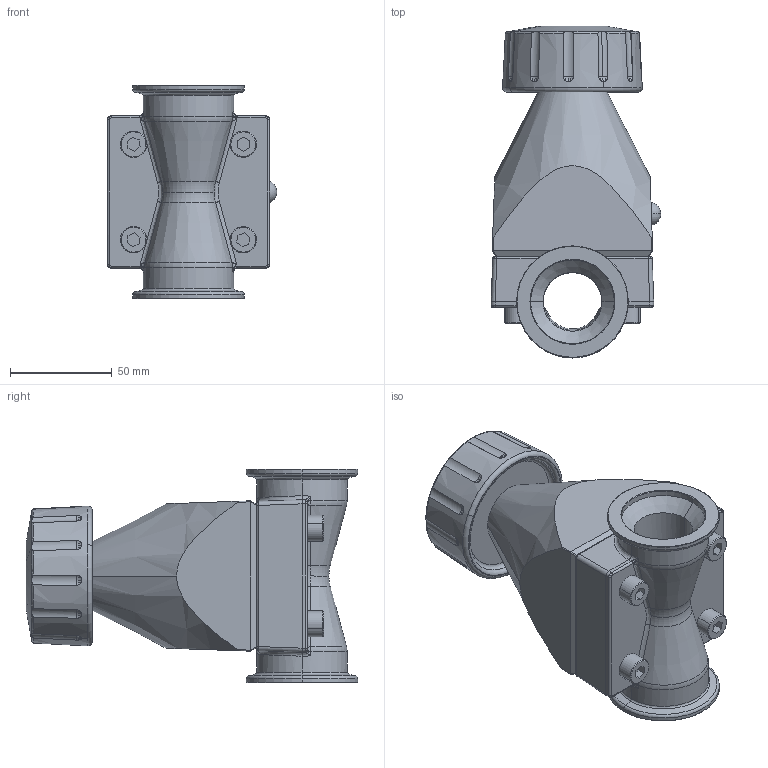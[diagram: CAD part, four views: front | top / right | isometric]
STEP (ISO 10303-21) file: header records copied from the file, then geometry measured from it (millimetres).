
FILE_DESCRIPTION (( 'STEP AP214' ), '1' );
FILE_NAME ('110VME040.step', '2017-07-10T06:55:47', ( 'install' ), ( '' ), 'SwSTEP 2.0', 'SolidWorks 2015', '' );
FILE_SCHEMA (( 'AUTOMOTIVE_DESIGN' ));
Length unit declared in the file: millimetre
Products named in the file (1): 110VME040
Bounding box: 83.5 x 163.3 x 105 mm (x, y, z)
Surface area: 68608.7 mm2 (no closed solid volume)
Topology: 0 solids, 10 shells, 310 faces, 823 edges, 516 vertices
Faces by surface type: bspline 98, cylinder 81, plane 65, cone 34, torus 30, sphere 2
Entity records: 22410 total; most frequent: CARTESIAN_POINT 12361, ORIENTED_EDGE 1558, DIRECTION 1093, EDGE_CURVE 811, VERTEX_POINT 514, AXIS2_PLACEMENT_3D 438, EDGE_LOOP 327, B_SPLINE_CURVE_WITH_KNOTS 326
